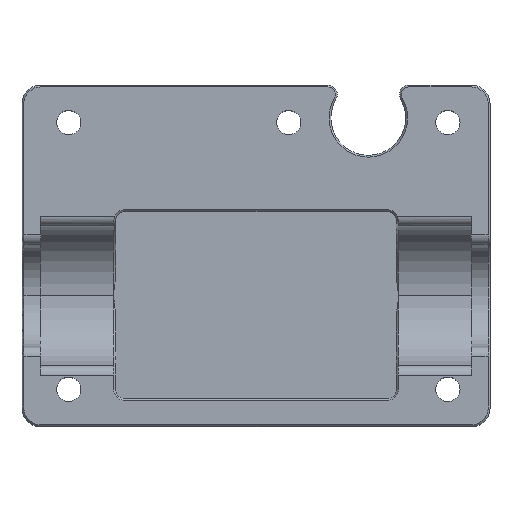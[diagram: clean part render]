
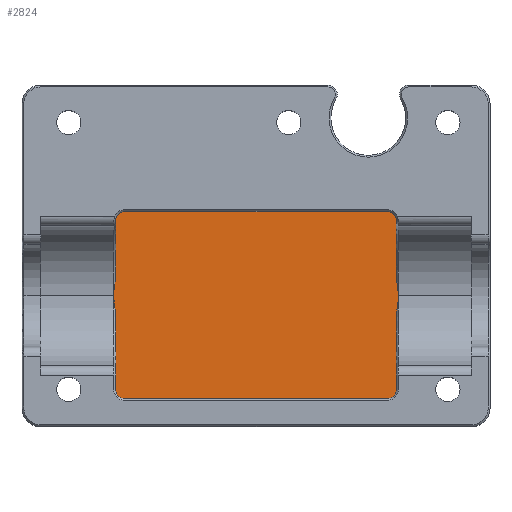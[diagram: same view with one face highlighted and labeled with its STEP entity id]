
A CAD part, top view. The second image highlights one B-rep face of the part: STEP entity #2824.
In plain terms, the highlighted planar face has unit normal (0, 0, 1).
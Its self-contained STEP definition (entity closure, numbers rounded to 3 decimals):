
#21 = B_SPLINE_CURVE_WITH_KNOTS ( 'NONE', 3,
 ( #788, #2414, #2421, #2142 ),
 .UNSPECIFIED., .F., .F.,
 ( 4, 4 ),
 ( 0., 0.002 ),
 .UNSPECIFIED. ) ;
#31 = VECTOR ( 'NONE', #1283, 1000. ) ;
#97 = EDGE_CURVE ( 'NONE', #1539, #2503, #1622, .T. ) ;
#113 = DIRECTION ( 'NONE',  ( 0., -1., 0. ) ) ;
#149 = VERTEX_POINT ( 'NONE', #2390 ) ;
#190 = VERTEX_POINT ( 'NONE', #2695 ) ;
#240 = ORIENTED_EDGE ( 'NONE', *, *, #549, .T. ) ;
#270 = EDGE_CURVE ( 'NONE', #2220, #1659, #1021, .T. ) ;
#441 = VERTEX_POINT ( 'NONE', #1162 ) ;
#490 = CARTESIAN_POINT ( 'NONE',  ( -15.13, -1.17, -7.5 ) ) ;
#500 = CARTESIAN_POINT ( 'NONE',  ( -15., -11., -7.5 ) ) ;
#506 = ORIENTED_EDGE ( 'NONE', *, *, #3109, .F. ) ;
#528 = CARTESIAN_POINT ( 'NONE',  ( -15., 1.744, -7.5 ) ) ;
#548 = LINE ( 'NONE', #1545, #3433 ) ;
#549 = EDGE_CURVE ( 'NONE', #2494, #3214, #1438, .T. ) ;
#561 = LINE ( 'NONE', #3544, #909 ) ;
#567 = CARTESIAN_POINT ( 'NONE',  ( 14., -10., -7.5 ) ) ;
#711 = CARTESIAN_POINT ( 'NONE',  ( 15., -1.744, -7.5 ) ) ;
#742 = CARTESIAN_POINT ( 'NONE',  ( 15.2, 0., -7.5 ) ) ;
#788 = CARTESIAN_POINT ( 'NONE',  ( -15.2, 0., -7.5 ) ) ;
#792 = CARTESIAN_POINT ( 'NONE',  ( -15., -1.744, -7.5 ) ) ;
#849 = VECTOR ( 'NONE', #113, 1000. ) ;
#909 = VECTOR ( 'NONE', #2437, 1000. ) ;
#926 = DIRECTION ( 'NONE',  ( 0., -1., 0. ) ) ;
#1003 = EDGE_CURVE ( 'NONE', #2519, #2220, #548, .T. ) ;
#1021 = CIRCLE ( 'NONE', #2273, 1. ) ;
#1051 = VERTEX_POINT ( 'NONE', #1290 ) ;
#1052 = B_SPLINE_CURVE_WITH_KNOTS ( 'NONE', 3,
 ( #1565, #2397, #2126, #742 ),
 .UNSPECIFIED., .F., .F.,
 ( 4, 4 ),
 ( 0., 0.002 ),
 .UNSPECIFIED. ) ;
#1162 = CARTESIAN_POINT ( 'NONE',  ( 15., 1.744, -7.5 ) ) ;
#1176 = EDGE_CURVE ( 'NONE', #1051, #3282, #3293, .T. ) ;
#1239 = CARTESIAN_POINT ( 'NONE',  ( -14., -11., -7.5 ) ) ;
#1283 = DIRECTION ( 'NONE',  ( 0., -1., 0. ) ) ;
#1290 = CARTESIAN_POINT ( 'NONE',  ( -15., -1.744, -7.5 ) ) ;
#1293 = CARTESIAN_POINT ( 'NONE',  ( 15., -11., -7.5 ) ) ;
#1325 = DIRECTION ( 'NONE',  ( 0., -1., 0. ) ) ;
#1339 = CARTESIAN_POINT ( 'NONE',  ( -15.2, 0., -7.5 ) ) ;
#1352 = CIRCLE ( 'NONE', #3111, 1. ) ;
#1368 = ORIENTED_EDGE ( 'NONE', *, *, #97, .F. ) ;
#1389 = FACE_OUTER_BOUND ( 'NONE', #2108, .T. ) ;
#1432 = CARTESIAN_POINT ( 'NONE',  ( -14., 8., -7.5 ) ) ;
#1438 = LINE ( 'NONE', #1504, #849 ) ;
#1441 = ORIENTED_EDGE ( 'NONE', *, *, #3176, .F. ) ;
#1500 = VERTEX_POINT ( 'NONE', #1507 ) ;
#1504 = CARTESIAN_POINT ( 'NONE',  ( -15., -11., -7.5 ) ) ;
#1507 = CARTESIAN_POINT ( 'NONE',  ( 14., 9., -7.5 ) ) ;
#1539 = VERTEX_POINT ( 'NONE', #1239 ) ;
#1545 = CARTESIAN_POINT ( 'NONE',  ( 15., -11., -7.5 ) ) ;
#1565 = CARTESIAN_POINT ( 'NONE',  ( 15., 1.744, -7.5 ) ) ;
#1613 = CARTESIAN_POINT ( 'NONE',  ( 15., -1.744, -7.5 ) ) ;
#1622 = CIRCLE ( 'NONE', #3178, 1. ) ;
#1636 = DIRECTION ( 'NONE',  ( 0., -1., 0. ) ) ;
#1658 = CARTESIAN_POINT ( 'NONE',  ( 14., -11., -7.5 ) ) ;
#1659 = VERTEX_POINT ( 'NONE', #1658 ) ;
#1726 = DIRECTION ( 'NONE',  ( 0., 0., -1. ) ) ;
#1811 = DIRECTION ( 'NONE',  ( 0., 0., -1. ) ) ;
#1836 = ORIENTED_EDGE ( 'NONE', *, *, #3218, .T. ) ;
#1855 = CARTESIAN_POINT ( 'NONE',  ( -15., -10., -7.5 ) ) ;
#1882 = ORIENTED_EDGE ( 'NONE', *, *, #1993, .T. ) ;
#1892 = CARTESIAN_POINT ( 'NONE',  ( -15., 9., -7.5 ) ) ;
#1906 = B_SPLINE_CURVE_WITH_KNOTS ( 'NONE', 3,
 ( #2045, #2060, #2339, #711 ),
 .UNSPECIFIED., .F., .F.,
 ( 4, 4 ),
 ( 0., 0.002 ),
 .UNSPECIFIED. ) ;
#1919 = LINE ( 'NONE', #1892, #3302 ) ;
#1936 = DIRECTION ( 'NONE',  ( 0., -1., 0. ) ) ;
#1993 = EDGE_CURVE ( 'NONE', #1051, #2503, #2891, .T. ) ;
#2045 = CARTESIAN_POINT ( 'NONE',  ( 15.2, 0., -7.5 ) ) ;
#2060 = CARTESIAN_POINT ( 'NONE',  ( 15.2, -0.589, -7.5 ) ) ;
#2108 = EDGE_LOOP ( 'NONE', ( #1836, #2790, #2743, #506, #3061, #3230, #2190, #2223, #2844, #240, #1441, #2358, #1882, #1368 ) ) ;
#2126 = CARTESIAN_POINT ( 'NONE',  ( 15.2, 0.589, -7.5 ) ) ;
#2139 = DIRECTION ( 'NONE',  ( 1., 0., 0. ) ) ;
#2142 = CARTESIAN_POINT ( 'NONE',  ( -15., 1.744, -7.5 ) ) ;
#2173 = CARTESIAN_POINT ( 'NONE',  ( -15.2, -0.589, -7.5 ) ) ;
#2190 = ORIENTED_EDGE ( 'NONE', *, *, #2335, .F. ) ;
#2220 = VERTEX_POINT ( 'NONE', #2239 ) ;
#2223 = ORIENTED_EDGE ( 'NONE', *, *, #2475, .F. ) ;
#2234 = AXIS2_PLACEMENT_3D ( 'NONE', #500, #2657, #3492 ) ;
#2237 = CARTESIAN_POINT ( 'NONE',  ( 14., 8., -7.5 ) ) ;
#2239 = CARTESIAN_POINT ( 'NONE',  ( 15., -10., -7.5 ) ) ;
#2273 = AXIS2_PLACEMENT_3D ( 'NONE', #567, #3285, #1636 ) ;
#2316 = LINE ( 'NONE', #1293, #31 ) ;
#2335 = EDGE_CURVE ( 'NONE', #1500, #149, #3125, .T. ) ;
#2339 = CARTESIAN_POINT ( 'NONE',  ( 15.13, -1.17, -7.5 ) ) ;
#2358 = ORIENTED_EDGE ( 'NONE', *, *, #1176, .F. ) ;
#2360 = DIRECTION ( 'NONE',  ( 0., -1., 0. ) ) ;
#2390 = CARTESIAN_POINT ( 'NONE',  ( 15., 8., -7.5 ) ) ;
#2397 = CARTESIAN_POINT ( 'NONE',  ( 15.13, 1.17, -7.5 ) ) ;
#2413 = PLANE ( 'NONE',  #2234 ) ;
#2414 = CARTESIAN_POINT ( 'NONE',  ( -15.2, 0.589, -7.5 ) ) ;
#2418 = CARTESIAN_POINT ( 'NONE',  ( -15., 8., -7.5 ) ) ;
#2421 = CARTESIAN_POINT ( 'NONE',  ( -15.13, 1.17, -7.5 ) ) ;
#2437 = DIRECTION ( 'NONE',  ( 1., 0., 0. ) ) ;
#2475 = EDGE_CURVE ( 'NONE', #190, #1500, #1919, .T. ) ;
#2494 = VERTEX_POINT ( 'NONE', #2418 ) ;
#2503 = VERTEX_POINT ( 'NONE', #1855 ) ;
#2519 = VERTEX_POINT ( 'NONE', #1613 ) ;
#2539 = VECTOR ( 'NONE', #1325, 1000. ) ;
#2653 = DIRECTION ( 'NONE',  ( 0., -1., 0. ) ) ;
#2657 = DIRECTION ( 'NONE',  ( 0., 0., -1. ) ) ;
#2695 = CARTESIAN_POINT ( 'NONE',  ( -14., 9., -7.5 ) ) ;
#2743 = ORIENTED_EDGE ( 'NONE', *, *, #1003, .F. ) ;
#2772 = EDGE_CURVE ( 'NONE', #441, #2920, #1052, .T. ) ;
#2790 = ORIENTED_EDGE ( 'NONE', *, *, #270, .F. ) ;
#2806 = EDGE_CURVE ( 'NONE', #149, #441, #2316, .T. ) ;
#2824 = ADVANCED_FACE ( 'NONE', ( #1389 ), #2413, .F. ) ;
#2844 = ORIENTED_EDGE ( 'NONE', *, *, #3468, .F. ) ;
#2891 = LINE ( 'NONE', #3244, #2539 ) ;
#2920 = VERTEX_POINT ( 'NONE', #3119 ) ;
#3061 = ORIENTED_EDGE ( 'NONE', *, *, #2772, .F. ) ;
#3109 = EDGE_CURVE ( 'NONE', #2920, #2519, #1906, .T. ) ;
#3111 = AXIS2_PLACEMENT_3D ( 'NONE', #1432, #3372, #926 ) ;
#3119 = CARTESIAN_POINT ( 'NONE',  ( 15.2, 0., -7.5 ) ) ;
#3125 = CIRCLE ( 'NONE', #3136, 1. ) ;
#3136 = AXIS2_PLACEMENT_3D ( 'NONE', #2237, #1726, #1936 ) ;
#3176 = EDGE_CURVE ( 'NONE', #3282, #3214, #21, .T. ) ;
#3178 = AXIS2_PLACEMENT_3D ( 'NONE', #3473, #1811, #2360 ) ;
#3214 = VERTEX_POINT ( 'NONE', #528 ) ;
#3218 = EDGE_CURVE ( 'NONE', #1539, #1659, #561, .T. ) ;
#3230 = ORIENTED_EDGE ( 'NONE', *, *, #2806, .F. ) ;
#3244 = CARTESIAN_POINT ( 'NONE',  ( -15., -11., -7.5 ) ) ;
#3249 = CARTESIAN_POINT ( 'NONE',  ( -15.2, 0., -7.5 ) ) ;
#3282 = VERTEX_POINT ( 'NONE', #3249 ) ;
#3285 = DIRECTION ( 'NONE',  ( 0., 0., -1. ) ) ;
#3293 = B_SPLINE_CURVE_WITH_KNOTS ( 'NONE', 3,
 ( #792, #490, #2173, #1339 ),
 .UNSPECIFIED., .F., .F.,
 ( 4, 4 ),
 ( 0., 0.002 ),
 .UNSPECIFIED. ) ;
#3302 = VECTOR ( 'NONE', #2139, 1000. ) ;
#3372 = DIRECTION ( 'NONE',  ( 0., 0., -1. ) ) ;
#3433 = VECTOR ( 'NONE', #2653, 1000. ) ;
#3468 = EDGE_CURVE ( 'NONE', #2494, #190, #1352, .T. ) ;
#3473 = CARTESIAN_POINT ( 'NONE',  ( -14., -10., -7.5 ) ) ;
#3492 = DIRECTION ( 'NONE',  ( 0., -1., 0. ) ) ;
#3544 = CARTESIAN_POINT ( 'NONE',  ( -15., -11., -7.5 ) ) ;
